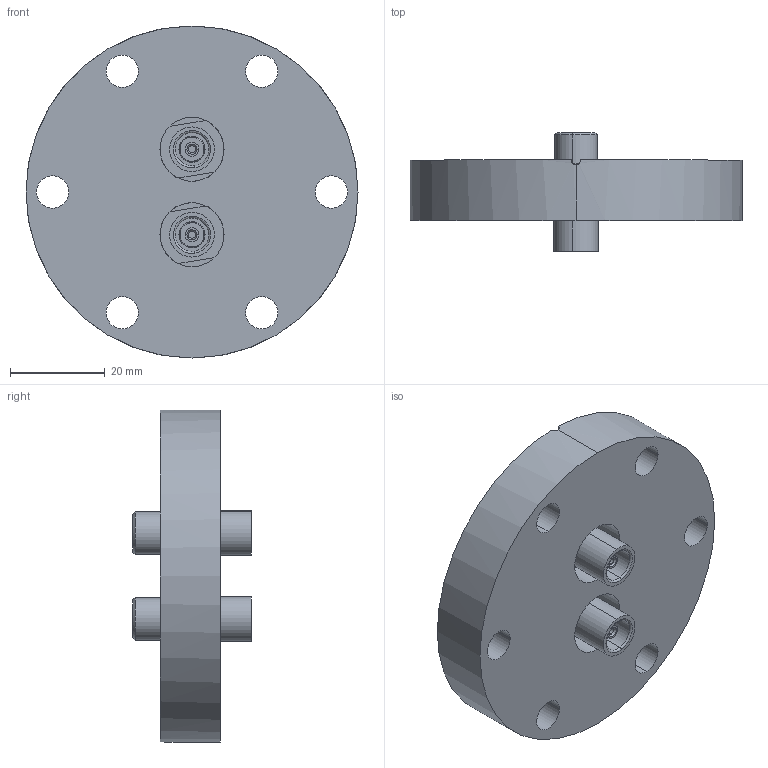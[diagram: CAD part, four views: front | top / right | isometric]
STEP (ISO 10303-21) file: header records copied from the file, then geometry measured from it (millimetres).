
FILE_DESCRIPTION (( 'STEP AP214' ), '1' );
FILE_NAME ('243-TRIAX-C40-2.STEP', '2016-05-13T08:07:56', ( '' ), ( '' ), 'SwSTEP 2.0', 'SolidWorks 2014', '' );
FILE_SCHEMA (( 'AUTOMOTIVE_DESIGN' ));
Length unit declared in the file: millimetre
Products named in the file (3): 9243-TRIAX-C40-2_DN40 CF; 243-TRIAX-C40-2; 243-TRIAX
Assembly tree (3 placements, depth 2):
  243-TRIAX-C40-2
    9243-TRIAX-C40-2_DN40 CF
    243-TRIAX  x2
Bounding box: 69.9 x 25 x 69.9 mm (x, y, z)
Volume: 42960.6 mm3; surface area: 15973.9 mm2
Topology: 3 solids, 5 shells, 208 faces, 440 edges, 272 vertices
Faces by surface type: cylinder 90, plane 50, cone 40, torus 28
Entity records: 3508 total; most frequent: DIRECTION 666, CARTESIAN_POINT 613, ORIENTED_EDGE 520, AXIS2_PLACEMENT_3D 289, EDGE_CURVE 260, CIRCLE 164, VERTEX_POINT 162, EDGE_LOOP 152
